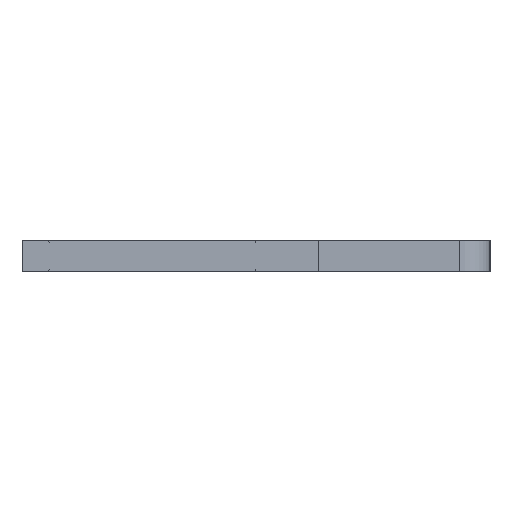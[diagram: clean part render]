
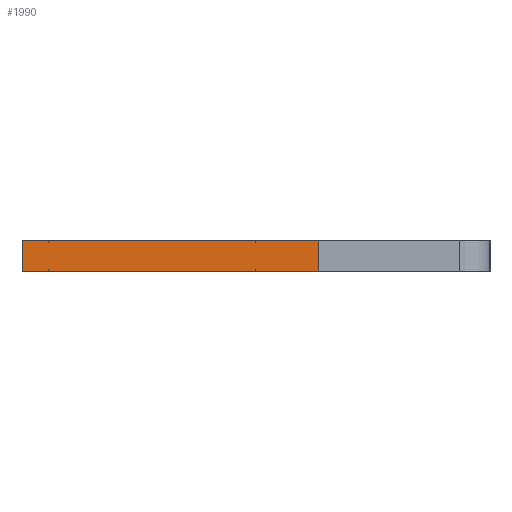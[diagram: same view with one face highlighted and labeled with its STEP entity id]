
A CAD part, left-side view. The second image highlights one B-rep face of the part: STEP entity #1990.
In plain terms, the highlighted face is planar.
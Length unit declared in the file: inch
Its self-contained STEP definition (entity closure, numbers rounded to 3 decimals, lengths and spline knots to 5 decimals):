
#19 = DIRECTION ( 'NONE',  ( 0., 1., 0. ) ) ;
#348 = VECTOR ( 'NONE', #19, 39.37008 ) ;
#462 = EDGE_LOOP ( 'NONE', ( #1063, #1538, #1058, #632 ) ) ;
#532 = AXIS2_PLACEMENT_3D ( 'NONE', #1683, #2491, #3282 ) ;
#632 = ORIENTED_EDGE ( 'NONE', *, *, #1411, .T. ) ;
#635 = LINE ( 'NONE', #1854, #348 ) ;
#651 = EDGE_CURVE ( 'NONE', #931, #3153, #635, .T. ) ;
#873 = CARTESIAN_POINT ( 'NONE',  ( 0.01, -0.04, -0.04 ) ) ;
#931 = VERTEX_POINT ( 'NONE', #1567 ) ;
#1024 = VERTEX_POINT ( 'NONE', #2620 ) ;
#1058 = ORIENTED_EDGE ( 'NONE', *, *, #1532, .F. ) ;
#1063 = ORIENTED_EDGE ( 'NONE', *, *, #651, .T. ) ;
#1356 = CARTESIAN_POINT ( 'NONE',  ( 0.01, 0.15, -0.04 ) ) ;
#1363 = DIRECTION ( 'NONE',  ( 0., 1., 0. ) ) ;
#1366 = LINE ( 'NONE', #873, #1778 ) ;
#1411 = EDGE_CURVE ( 'NONE', #2627, #931, #1366, .T. ) ;
#1434 = PLANE ( 'NONE',  #532 ) ;
#1485 = CARTESIAN_POINT ( 'NONE',  ( 0.01, 0.15, -0.04 ) ) ;
#1532 = EDGE_CURVE ( 'NONE', #2627, #1024, #2139, .T. ) ;
#1538 = ORIENTED_EDGE ( 'NONE', *, *, #2926, .F. ) ;
#1567 = CARTESIAN_POINT ( 'NONE',  ( -0.01, -0.04, -0.04 ) ) ;
#1683 = CARTESIAN_POINT ( 'NONE',  ( 0.01, 0.15, -0.04 ) ) ;
#1778 = VECTOR ( 'NONE', #1895, 39.37008 ) ;
#1804 = VECTOR ( 'NONE', #3056, 39.37008 ) ;
#1854 = CARTESIAN_POINT ( 'NONE',  ( -0.01, 0.15, -0.04 ) ) ;
#1895 = DIRECTION ( 'NONE',  ( -1., 0., 0. ) ) ;
#1976 = CARTESIAN_POINT ( 'NONE',  ( -0.01, 0.15, -0.04 ) ) ;
#1990 = ADVANCED_FACE ( 'NONE', ( #3002 ), #1434, .F. ) ;
#2139 = LINE ( 'NONE', #1356, #2838 ) ;
#2491 = DIRECTION ( 'NONE',  ( 0., 0., 1. ) ) ;
#2620 = CARTESIAN_POINT ( 'NONE',  ( 0.01, 0.15, -0.04 ) ) ;
#2627 = VERTEX_POINT ( 'NONE', #3304 ) ;
#2838 = VECTOR ( 'NONE', #1363, 39.37008 ) ;
#2926 = EDGE_CURVE ( 'NONE', #1024, #3153, #3198, .T. ) ;
#3002 = FACE_OUTER_BOUND ( 'NONE', #462, .T. ) ;
#3056 = DIRECTION ( 'NONE',  ( -1., 0., 0. ) ) ;
#3153 = VERTEX_POINT ( 'NONE', #1976 ) ;
#3198 = LINE ( 'NONE', #1485, #1804 ) ;
#3282 = DIRECTION ( 'NONE',  ( 1., 0., 0. ) ) ;
#3304 = CARTESIAN_POINT ( 'NONE',  ( 0.01, -0.04, -0.04 ) ) ;
